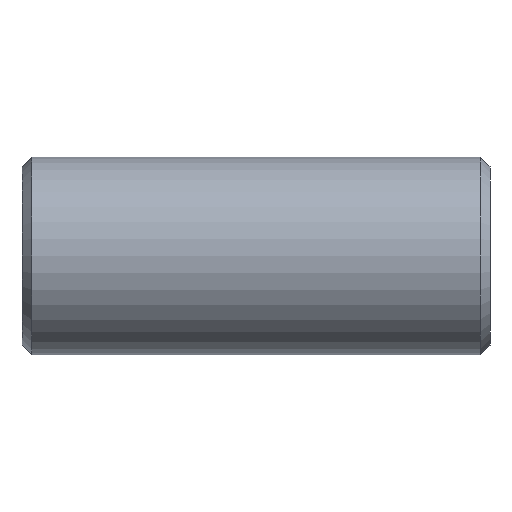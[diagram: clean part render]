
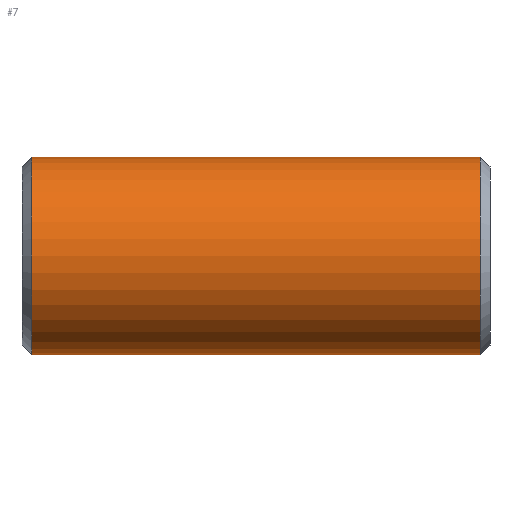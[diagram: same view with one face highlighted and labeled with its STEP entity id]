
A CAD part, front view. The second image highlights one B-rep face of the part: STEP entity #7.
In plain terms, the highlighted cylindrical face has radius 24.13 mm (diameter 48.26 mm), a partial arc.
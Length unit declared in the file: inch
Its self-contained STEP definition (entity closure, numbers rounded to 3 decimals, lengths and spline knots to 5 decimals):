
#7 = ADVANCED_FACE ( 'NONE', ( #453 ), #293, .T. ) ;
#58 = VECTOR ( 'NONE', #485, 39.37008 ) ;
#65 = CARTESIAN_POINT ( 'NONE',  ( 2.15633, 0., -0.95 ) ) ;
#89 = DIRECTION ( 'NONE',  ( 0., 0., -1. ) ) ;
#91 = CARTESIAN_POINT ( 'NONE',  ( 2.25, 0., 0. ) ) ;
#92 = VERTEX_POINT ( 'NONE', #367 ) ;
#122 = EDGE_LOOP ( 'NONE', ( #563, #438, #417, #502 ) ) ;
#139 = AXIS2_PLACEMENT_3D ( 'NONE', #91, #299, #182 ) ;
#153 = AXIS2_PLACEMENT_3D ( 'NONE', #645, #696, #371 ) ;
#163 = CIRCLE ( 'NONE', #342, 0.95 ) ;
#171 = VERTEX_POINT ( 'NONE', #505 ) ;
#182 = DIRECTION ( 'NONE',  ( 0., 0., 1. ) ) ;
#199 = VERTEX_POINT ( 'NONE', #65 ) ;
#204 = CARTESIAN_POINT ( 'NONE',  ( -2.15633, 0., -0.95 ) ) ;
#264 = LINE ( 'NONE', #421, #58 ) ;
#267 = DIRECTION ( 'NONE',  ( -1., 0., 0. ) ) ;
#283 = VECTOR ( 'NONE', #267, 39.37008 ) ;
#293 = CYLINDRICAL_SURFACE ( 'NONE', #139, 0.95 ) ;
#299 = DIRECTION ( 'NONE',  ( -1., 0., 0. ) ) ;
#308 = EDGE_CURVE ( 'NONE', #199, #634, #437, .T. ) ;
#339 = CARTESIAN_POINT ( 'NONE',  ( 2.15633, 0., 0. ) ) ;
#342 = AXIS2_PLACEMENT_3D ( 'NONE', #339, #398, #89 ) ;
#367 = CARTESIAN_POINT ( 'NONE',  ( -2.15633, 0., 0.95 ) ) ;
#371 = DIRECTION ( 'NONE',  ( 0., 0., 1. ) ) ;
#398 = DIRECTION ( 'NONE',  ( -1., 0., 0. ) ) ;
#417 = ORIENTED_EDGE ( 'NONE', *, *, #564, .T. ) ;
#421 = CARTESIAN_POINT ( 'NONE',  ( 2.25, 0., 0.95 ) ) ;
#437 = LINE ( 'NONE', #656, #283 ) ;
#438 = ORIENTED_EDGE ( 'NONE', *, *, #705, .T. ) ;
#453 = FACE_OUTER_BOUND ( 'NONE', #122, .T. ) ;
#475 = EDGE_CURVE ( 'NONE', #92, #634, #572, .T. ) ;
#485 = DIRECTION ( 'NONE',  ( -1., 0., 0. ) ) ;
#502 = ORIENTED_EDGE ( 'NONE', *, *, #475, .T. ) ;
#505 = CARTESIAN_POINT ( 'NONE',  ( 2.15633, 0., 0.95 ) ) ;
#563 = ORIENTED_EDGE ( 'NONE', *, *, #308, .F. ) ;
#564 = EDGE_CURVE ( 'NONE', #171, #92, #264, .T. ) ;
#572 = CIRCLE ( 'NONE', #153, 0.95 ) ;
#634 = VERTEX_POINT ( 'NONE', #204 ) ;
#645 = CARTESIAN_POINT ( 'NONE',  ( -2.15633, 0., 0. ) ) ;
#656 = CARTESIAN_POINT ( 'NONE',  ( 2.25, 0., -0.95 ) ) ;
#696 = DIRECTION ( 'NONE',  ( 1., 0., 0. ) ) ;
#705 = EDGE_CURVE ( 'NONE', #199, #171, #163, .T. ) ;
